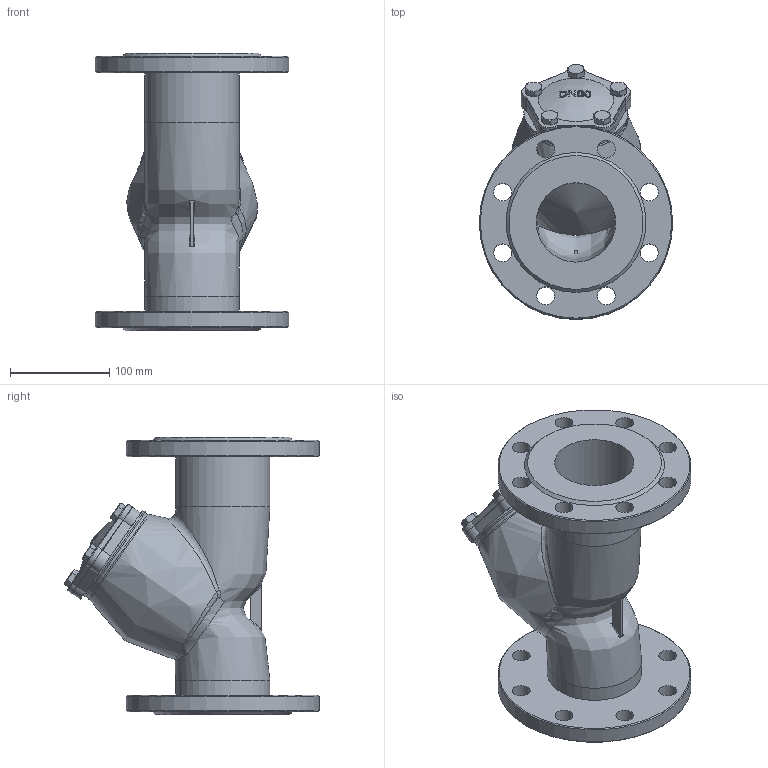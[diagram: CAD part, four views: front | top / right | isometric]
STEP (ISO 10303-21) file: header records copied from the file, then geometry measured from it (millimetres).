
FILE_DESCRIPTION(/* description */ (''),/* implementation_level */ '2;1');
FILE_NAME(/* name */ 'DN80_3D_STEP.stp',/* time_stamp */ '2023-12-14T18:57:56+03:00',/* author */ ('igorr'),/* organization */ (''),/* preprocessor_version */ 'ST-DEVELOPER v19.2',/* originating_system */ 'Autodesk Inventor 2023',/* authorisation */ '');
FILE_SCHEMA (('AUTOMOTIVE_DESIGN { 1 0 10303 214 3 1 1 }'));
Length unit declared in the file: millimetre
Products named in the file (4): Сборка; Деталь1; Деталь2; AS 1110 - M10 x 16
Assembly tree (7 placements, depth 2):
  Сборка
    Деталь1
    Деталь2
    AS 1110 - M10 x 16  x5
Bounding box: 195 x 257.1 x 280 mm (x, y, z)
Volume: 2743816.9 mm3; surface area: 327201.2 mm2
Topology: 7 solids, 7 shells, 399 faces, 978 edges, 622 vertices
Faces by surface type: plane 188, bspline 91, cylinder 55, cone 52, sphere 9, torus 4
Full cylindrical faces by diameter (mm): 8 x10, 10 x5, 16 x5, 18 x16, 80 x2, 95 x2, 105 x1, 195 x2
Entity records: 13852 total; most frequent: CARTESIAN_POINT 6719, ORIENTED_EDGE 1542, DIRECTION 1096, EDGE_CURVE 771, VERTEX_POINT 502, AXIS2_PLACEMENT_3D 426, EDGE_LOOP 377, B_SPLINE_CURVE_WITH_KNOTS 311
